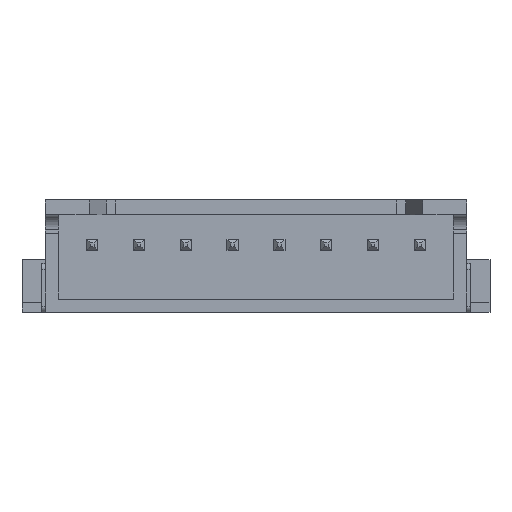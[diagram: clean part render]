
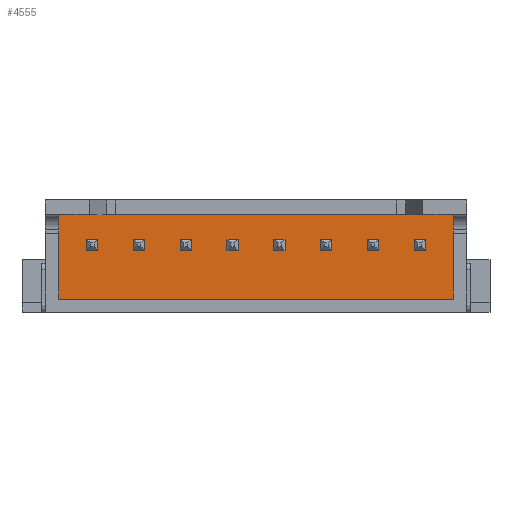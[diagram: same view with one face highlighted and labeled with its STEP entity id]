
A CAD part, front view. The second image highlights one B-rep face of the part: STEP entity #4555.
In plain terms, the highlighted planar face has unit normal (0, -1, 0).
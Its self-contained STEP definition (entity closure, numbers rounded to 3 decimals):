
#1224 = PLANE('',#1225);
#1225 = AXIS2_PLACEMENT_3D('',#1226,#1227,#1228);
#1226 = CARTESIAN_POINT('',(10.55,0.,5.2));
#1227 = DIRECTION('',(-1.,0.,0.));
#1228 = DIRECTION('',(0.,0.,-1.));
#1252 = PLANE('',#1253);
#1253 = AXIS2_PLACEMENT_3D('',#1254,#1255,#1256);
#1254 = CARTESIAN_POINT('',(10.55,0.,0.7));
#1255 = DIRECTION('',(0.,0.,1.));
#1256 = DIRECTION('',(-1.,0.,0.));
#1280 = PLANE('',#1281);
#1281 = AXIS2_PLACEMENT_3D('',#1282,#1283,#1284);
#1282 = CARTESIAN_POINT('',(-10.55,0.,0.7));
#1283 = DIRECTION('',(1.,0.,0.));
#1284 = DIRECTION('',(0.,0.,1.));
#2974 = VERTEX_POINT('',#2975);
#2975 = CARTESIAN_POINT('',(-10.55,5.25,0.7));
#2996 = EDGE_CURVE('',#2974,#2997,#2999,.T.);
#2997 = VERTEX_POINT('',#2998);
#2998 = CARTESIAN_POINT('',(-10.55,5.25,5.2));
#2999 = SURFACE_CURVE('',#3000,(#3004,#3011),.PCURVE_S1.);
#3000 = LINE('',#3001,#3002);
#3001 = CARTESIAN_POINT('',(-10.55,5.25,0.7));
#3002 = VECTOR('',#3003,1.);
#3003 = DIRECTION('',(0.,0.,1.));
#3004 = PCURVE('',#1280,#3005);
#3005 = DEFINITIONAL_REPRESENTATION('',(#3006),#3010);
#3006 = LINE('',#3007,#3008);
#3007 = CARTESIAN_POINT('',(0.,-5.25));
#3008 = VECTOR('',#3009,1.);
#3009 = DIRECTION('',(1.,0.));
#3010 = ( GEOMETRIC_REPRESENTATION_CONTEXT(2) 
PARAMETRIC_REPRESENTATION_CONTEXT() REPRESENTATION_CONTEXT('2D SPACE',''
  ) );
#3011 = PCURVE('',#3012,#3017);
#3012 = PLANE('',#3013);
#3013 = AXIS2_PLACEMENT_3D('',#3014,#3015,#3016);
#3014 = CARTESIAN_POINT('',(0.,5.25,2.95));
#3015 = DIRECTION('',(0.,1.,0.));
#3016 = DIRECTION('',(0.,0.,1.));
#3017 = DEFINITIONAL_REPRESENTATION('',(#3018),#3022);
#3018 = LINE('',#3019,#3020);
#3019 = CARTESIAN_POINT('',(-2.25,-10.55));
#3020 = VECTOR('',#3021,1.);
#3021 = DIRECTION('',(1.,0.));
#3022 = ( GEOMETRIC_REPRESENTATION_CONTEXT(2) 
PARAMETRIC_REPRESENTATION_CONTEXT() REPRESENTATION_CONTEXT('2D SPACE',''
  ) );
#3038 = PLANE('',#3039);
#3039 = AXIS2_PLACEMENT_3D('',#3040,#3041,#3042);
#3040 = CARTESIAN_POINT('',(-10.55,0.,5.2));
#3041 = DIRECTION('',(0.,0.,-1.));
#3042 = DIRECTION('',(1.,0.,0.));
#3057 = VERTEX_POINT('',#3058);
#3058 = CARTESIAN_POINT('',(10.55,5.25,0.7));
#3079 = EDGE_CURVE('',#3057,#2974,#3080,.T.);
#3080 = SURFACE_CURVE('',#3081,(#3085,#3092),.PCURVE_S1.);
#3081 = LINE('',#3082,#3083);
#3082 = CARTESIAN_POINT('',(10.55,5.25,0.7));
#3083 = VECTOR('',#3084,1.);
#3084 = DIRECTION('',(-1.,0.,0.));
#3085 = PCURVE('',#1252,#3086);
#3086 = DEFINITIONAL_REPRESENTATION('',(#3087),#3091);
#3087 = LINE('',#3088,#3089);
#3088 = CARTESIAN_POINT('',(0.,-5.25));
#3089 = VECTOR('',#3090,1.);
#3090 = DIRECTION('',(1.,0.));
#3091 = ( GEOMETRIC_REPRESENTATION_CONTEXT(2) 
PARAMETRIC_REPRESENTATION_CONTEXT() REPRESENTATION_CONTEXT('2D SPACE',''
  ) );
#3092 = PCURVE('',#3012,#3093);
#3093 = DEFINITIONAL_REPRESENTATION('',(#3094),#3098);
#3094 = LINE('',#3095,#3096);
#3095 = CARTESIAN_POINT('',(-2.25,10.55));
#3096 = VECTOR('',#3097,1.);
#3097 = DIRECTION('',(0.,-1.));
#3098 = ( GEOMETRIC_REPRESENTATION_CONTEXT(2) 
PARAMETRIC_REPRESENTATION_CONTEXT() REPRESENTATION_CONTEXT('2D SPACE',''
  ) );
#3132 = VERTEX_POINT('',#3133);
#3133 = CARTESIAN_POINT('',(10.55,5.25,5.2));
#3154 = EDGE_CURVE('',#3132,#3057,#3155,.T.);
#3155 = SURFACE_CURVE('',#3156,(#3160,#3167),.PCURVE_S1.);
#3156 = LINE('',#3157,#3158);
#3157 = CARTESIAN_POINT('',(10.55,5.25,5.2));
#3158 = VECTOR('',#3159,1.);
#3159 = DIRECTION('',(0.,0.,-1.));
#3160 = PCURVE('',#1224,#3161);
#3161 = DEFINITIONAL_REPRESENTATION('',(#3162),#3166);
#3162 = LINE('',#3163,#3164);
#3163 = CARTESIAN_POINT('',(0.,-5.25));
#3164 = VECTOR('',#3165,1.);
#3165 = DIRECTION('',(1.,0.));
#3166 = ( GEOMETRIC_REPRESENTATION_CONTEXT(2) 
PARAMETRIC_REPRESENTATION_CONTEXT() REPRESENTATION_CONTEXT('2D SPACE',''
  ) );
#3167 = PCURVE('',#3012,#3168);
#3168 = DEFINITIONAL_REPRESENTATION('',(#3169),#3173);
#3169 = LINE('',#3170,#3171);
#3170 = CARTESIAN_POINT('',(2.25,10.55));
#3171 = VECTOR('',#3172,1.);
#3172 = DIRECTION('',(-1.,0.));
#3173 = ( GEOMETRIC_REPRESENTATION_CONTEXT(2) 
PARAMETRIC_REPRESENTATION_CONTEXT() REPRESENTATION_CONTEXT('2D SPACE',''
  ) );
#4484 = EDGE_CURVE('',#2997,#3132,#4485,.T.);
#4485 = SURFACE_CURVE('',#4486,(#4490,#4497),.PCURVE_S1.);
#4486 = LINE('',#4487,#4488);
#4487 = CARTESIAN_POINT('',(-10.55,5.25,5.2));
#4488 = VECTOR('',#4489,1.);
#4489 = DIRECTION('',(1.,0.,0.));
#4490 = PCURVE('',#3038,#4491);
#4491 = DEFINITIONAL_REPRESENTATION('',(#4492),#4496);
#4492 = LINE('',#4493,#4494);
#4493 = CARTESIAN_POINT('',(0.,-5.25));
#4494 = VECTOR('',#4495,1.);
#4495 = DIRECTION('',(1.,0.));
#4496 = ( GEOMETRIC_REPRESENTATION_CONTEXT(2) 
PARAMETRIC_REPRESENTATION_CONTEXT() REPRESENTATION_CONTEXT('2D SPACE',''
  ) );
#4497 = PCURVE('',#3012,#4498);
#4498 = DEFINITIONAL_REPRESENTATION('',(#4499),#4503);
#4499 = LINE('',#4500,#4501);
#4500 = CARTESIAN_POINT('',(2.25,-10.55));
#4501 = VECTOR('',#4502,1.);
#4502 = DIRECTION('',(0.,1.));
#4503 = ( GEOMETRIC_REPRESENTATION_CONTEXT(2) 
PARAMETRIC_REPRESENTATION_CONTEXT() REPRESENTATION_CONTEXT('2D SPACE',''
  ) );
#4555 = ADVANCED_FACE('',(#4556),#3012,.F.);
#4556 = FACE_BOUND('',#4557,.F.);
#4557 = EDGE_LOOP('',(#4558,#4559,#4560,#4561));
#4558 = ORIENTED_EDGE('',*,*,#4484,.T.);
#4559 = ORIENTED_EDGE('',*,*,#3154,.T.);
#4560 = ORIENTED_EDGE('',*,*,#3079,.T.);
#4561 = ORIENTED_EDGE('',*,*,#2996,.T.);
